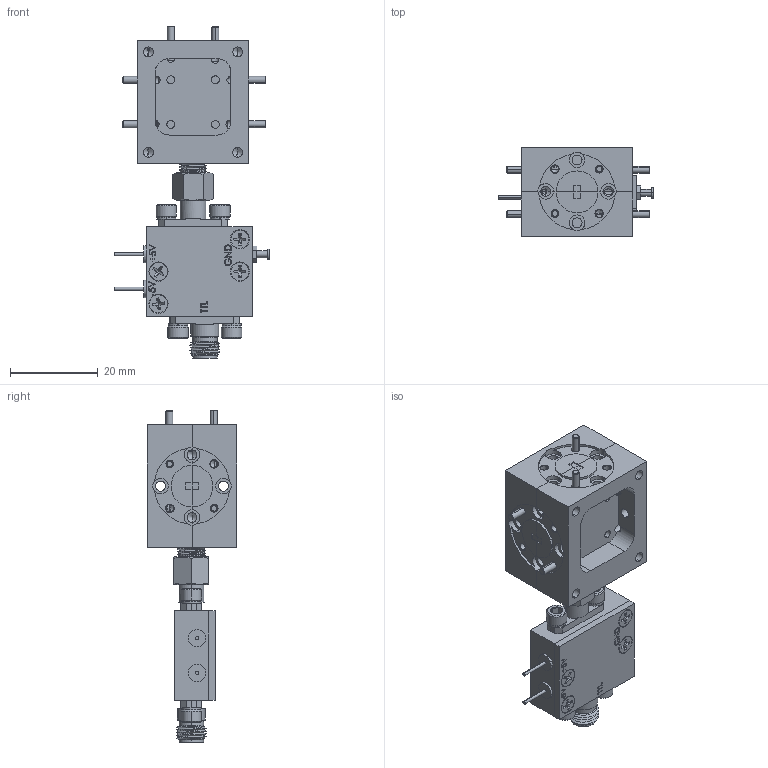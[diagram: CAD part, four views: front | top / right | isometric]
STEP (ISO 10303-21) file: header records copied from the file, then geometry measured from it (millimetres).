
FILE_DESCRIPTION (( 'STEP AP203' ), '1' );
FILE_NAME ('DMKD-12-111-1 DF.STEP', '2019-06-07T22:54:08', ( '' ), ( '' ), 'SwSTEP 2.0', 'SolidWorks 2016', '' );
FILE_SCHEMA (( 'CONFIG_CONTROL_DESIGN' ));
Length unit declared in the file: inch
Products named in the file (1): DMKD-12-111-1 DF
Bounding box: 35.33 x 20.32 x 75.6 mm (x, y, z)
Volume: 16321.5 mm3; surface area: 11832.6 mm2
Topology: 9 solids, 14 shells, 1037 faces, 2664 edges, 1668 vertices
Faces by surface type: plane 464, cylinder 317, cone 218, bspline 36, torus 2
Entity records: 35397 total; most frequent: CARTESIAN_POINT 10280, ORIENTED_EDGE 5256, DIRECTION 5191, EDGE_CURVE 2628, AXIS2_PLACEMENT_3D 1883, VERTEX_POINT 1668, LINE 1425, VECTOR 1425
